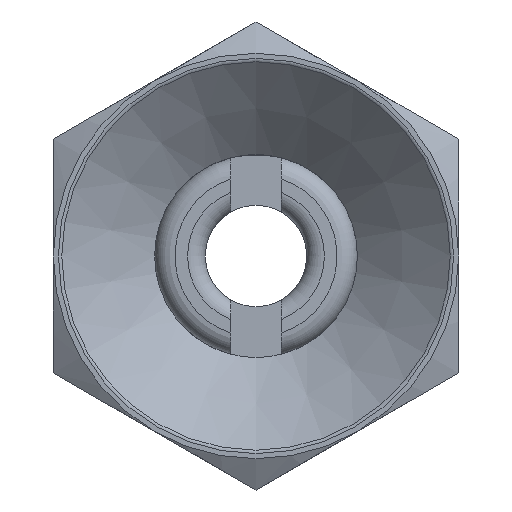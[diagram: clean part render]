
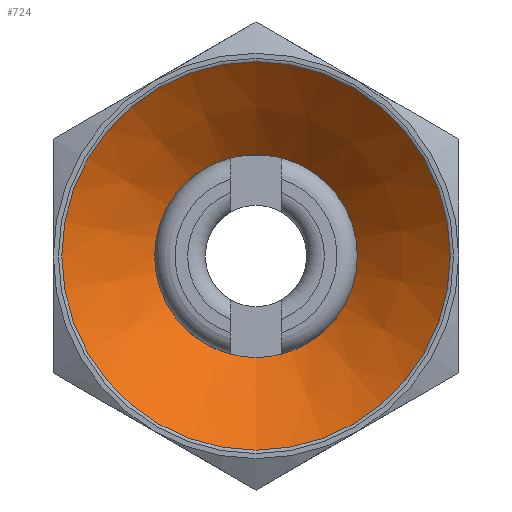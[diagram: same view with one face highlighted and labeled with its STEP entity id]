
A CAD part, front view. The second image highlights one B-rep face of the part: STEP entity #724.
In plain terms, the highlighted conical face has half-angle 47.966 degrees and reference radius 2 mm.
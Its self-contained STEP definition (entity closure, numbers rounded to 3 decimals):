
#26=CONICAL_SURFACE('',#814,2.,0.837);
#96=CIRCLE('',#787,2.);
#111=CIRCLE('',#815,3.833);
#206=ORIENTED_EDGE('',*,*,#392,.T.);
#207=ORIENTED_EDGE('',*,*,#349,.F.);
#349=EDGE_CURVE('',#440,#440,#96,.T.);
#392=EDGE_CURVE('',#469,#469,#111,.T.);
#440=VERTEX_POINT('',#1168);
#469=VERTEX_POINT('',#1289);
#576=EDGE_LOOP('',(#206));
#577=EDGE_LOOP('',(#207));
#648=FACE_BOUND('',#576,.T.);
#649=FACE_BOUND('',#577,.T.);
#724=ADVANCED_FACE('',(#648,#649),#26,.F.);
#787=AXIS2_PLACEMENT_3D('',#1167,#910,#911);
#814=AXIS2_PLACEMENT_3D('',#1287,#980,#981);
#815=AXIS2_PLACEMENT_3D('',#1288,#982,#983);
#910=DIRECTION('',(0.,-1.,0.));
#911=DIRECTION('',(0.,0.,-1.));
#980=DIRECTION('',(0.,-1.,0.));
#981=DIRECTION('',(0.,0.,-1.));
#982=DIRECTION('',(0.,-1.,0.));
#983=DIRECTION('',(0.,0.,-1.));
#1167=CARTESIAN_POINT('',(0.,1.678,0.));
#1168=CARTESIAN_POINT('',(0.,1.678,-2.));
#1287=CARTESIAN_POINT('',(0.,1.678,0.));
#1288=CARTESIAN_POINT('',(0.,0.026,0.));
#1289=CARTESIAN_POINT('',(0.,0.026,-3.833));
